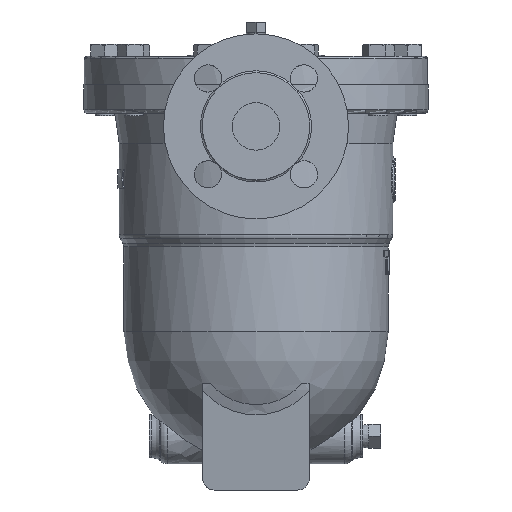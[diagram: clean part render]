
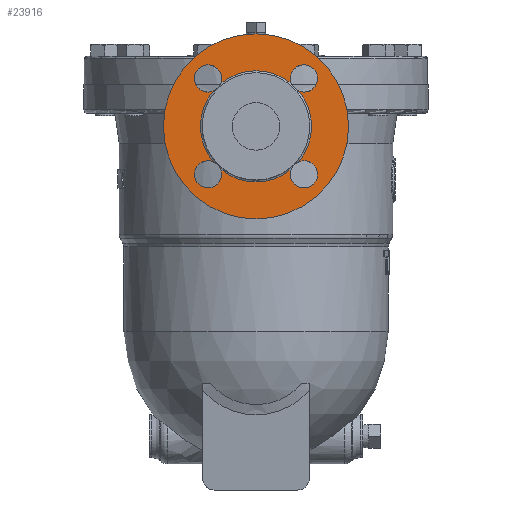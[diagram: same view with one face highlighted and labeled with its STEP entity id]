
A CAD part, left-side view. The second image highlights one B-rep face of the part: STEP entity #23916.
In plain terms, the highlighted planar face has unit normal (-1, 0, 0).
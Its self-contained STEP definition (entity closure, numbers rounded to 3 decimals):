
#23498=CARTESIAN_POINT('',(-189.4,-36.237,-64.696));
#23499=VERTEX_POINT('',#23498);
#23500=CARTESIAN_POINT('',(-189.4,-29.696,-71.237));
#23501=VERTEX_POINT('',#23500);
#23530=CARTESIAN_POINT('',(-189.4,-40.411,-75.411));
#23531=DIRECTION('',(1.0,0.0,0.0));
#23532=DIRECTION('',(0.0,0.0,-1.0));
#23533=AXIS2_PLACEMENT_3D('',#23530,#23531,#23532);
#23534=CIRCLE('',#23533,11.5);
#23535=EDGE_CURVE('',#23499,#23501,#23534,.T.);
#23721=CARTESIAN_POINT('',(-189.4,29.696,-71.237));
#23722=VERTEX_POINT('',#23721);
#23723=CARTESIAN_POINT('',(-189.4,36.237,-64.696));
#23724=VERTEX_POINT('',#23723);
#23753=CARTESIAN_POINT('',(-189.4,0.0,-35.));
#23754=DIRECTION('',(-1.0,0.0,0.0));
#23755=DIRECTION('',(0.0,0.0,-1.0));
#23756=AXIS2_PLACEMENT_3D('',#23753,#23754,#23755);
#23757=CIRCLE('',#23756,46.85);
#23758=EDGE_CURVE('',#23722,#23501,#23757,.T.);
#23761=CARTESIAN_POINT('',(-189.4,-36.237,-5.304));
#23762=VERTEX_POINT('',#23761);
#23763=CARTESIAN_POINT('',(-189.4,0.0,-35.));
#23764=DIRECTION('',(-1.0,0.0,0.0));
#23765=DIRECTION('',(0.0,0.0,-1.0));
#23766=AXIS2_PLACEMENT_3D('',#23763,#23764,#23765);
#23767=CIRCLE('',#23766,46.85);
#23768=EDGE_CURVE('',#23499,#23762,#23767,.T.);
#23770=CARTESIAN_POINT('',(-189.4,-29.696,1.237));
#23771=VERTEX_POINT('',#23770);
#23800=CARTESIAN_POINT('',(-189.4,29.696,1.237));
#23801=VERTEX_POINT('',#23800);
#23802=CARTESIAN_POINT('',(-189.4,0.0,-35.));
#23803=DIRECTION('',(-1.0,0.0,0.0));
#23804=DIRECTION('',(0.0,0.0,-1.0));
#23805=AXIS2_PLACEMENT_3D('',#23802,#23803,#23804);
#23806=CIRCLE('',#23805,46.85);
#23807=EDGE_CURVE('',#23771,#23801,#23806,.T.);
#23809=CARTESIAN_POINT('',(-189.4,36.237,-5.304));
#23810=VERTEX_POINT('',#23809);
#23839=CARTESIAN_POINT('',(-189.4,0.0,-35.));
#23840=DIRECTION('',(-1.0,0.0,0.0));
#23841=DIRECTION('',(0.0,0.0,-1.0));
#23842=AXIS2_PLACEMENT_3D('',#23839,#23840,#23841);
#23843=CIRCLE('',#23842,46.85);
#23844=EDGE_CURVE('',#23810,#23724,#23843,.T.);
#23868=CARTESIAN_POINT('',(-189.4,0.0,43.));
#23869=VERTEX_POINT('',#23868);
#23870=CARTESIAN_POINT('',(-189.4,0.0,-35.));
#23871=DIRECTION('',(-1.0,0.0,0.0));
#23872=DIRECTION('',(0.0,0.0,1.0));
#23873=AXIS2_PLACEMENT_3D('',#23870,#23871,#23872);
#23874=CIRCLE('',#23873,78.);
#23875=EDGE_CURVE('',#23869,#23869,#23874,.T.);
#23880=CARTESIAN_POINT('',(-189.4,0.0,26.625));
#23881=DIRECTION('',(-1.0,0.0,0.0));
#23882=DIRECTION('',(0.0,0.0,1.0));
#23883=AXIS2_PLACEMENT_3D('',#23880,#23881,#23882);
#23884=PLANE('',#23883);
#23885=ORIENTED_EDGE('',*,*,#23875,.T.);
#23886=EDGE_LOOP('',(#23885));
#23887=FACE_OUTER_BOUND('',#23886,.T.);
#23888=CARTESIAN_POINT('',(-189.4,40.411,-75.411));
#23889=DIRECTION('',(1.0,0.0,0.0));
#23890=DIRECTION('',(0.0,1.0,0.0));
#23891=AXIS2_PLACEMENT_3D('',#23888,#23889,#23890);
#23892=CIRCLE('',#23891,11.5);
#23893=EDGE_CURVE('',#23722,#23724,#23892,.T.);
#23894=ORIENTED_EDGE('',*,*,#23893,.T.);
#23895=ORIENTED_EDGE('',*,*,#23844,.F.);
#23896=CARTESIAN_POINT('',(-189.4,40.411,5.411));
#23897=DIRECTION('',(1.0,0.0,0.0));
#23898=DIRECTION('',(0.0,0.0,1.0));
#23899=AXIS2_PLACEMENT_3D('',#23896,#23897,#23898);
#23900=CIRCLE('',#23899,11.5);
#23901=EDGE_CURVE('',#23810,#23801,#23900,.T.);
#23902=ORIENTED_EDGE('',*,*,#23901,.T.);
#23903=ORIENTED_EDGE('',*,*,#23807,.F.);
#23904=CARTESIAN_POINT('',(-189.4,-40.411,5.411));
#23905=DIRECTION('',(1.0,0.0,0.0));
#23906=DIRECTION('',(0.0,-1.0,0.0));
#23907=AXIS2_PLACEMENT_3D('',#23904,#23905,#23906);
#23908=CIRCLE('',#23907,11.5);
#23909=EDGE_CURVE('',#23771,#23762,#23908,.T.);
#23910=ORIENTED_EDGE('',*,*,#23909,.T.);
#23911=ORIENTED_EDGE('',*,*,#23768,.F.);
#23912=ORIENTED_EDGE('',*,*,#23535,.T.);
#23913=ORIENTED_EDGE('',*,*,#23758,.F.);
#23914=EDGE_LOOP('',(#23894,#23895,#23902,#23903,#23910,#23911,#23912,#23913));
#23915=FACE_BOUND('',#23914,.T.);
#23916=ADVANCED_FACE('',(#23887,#23915),#23884,.T.);
